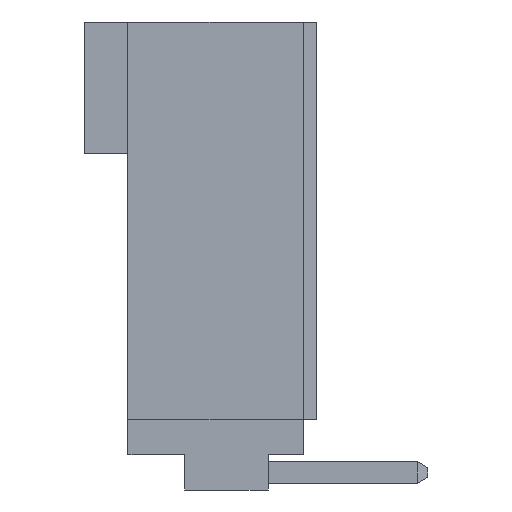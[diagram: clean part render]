
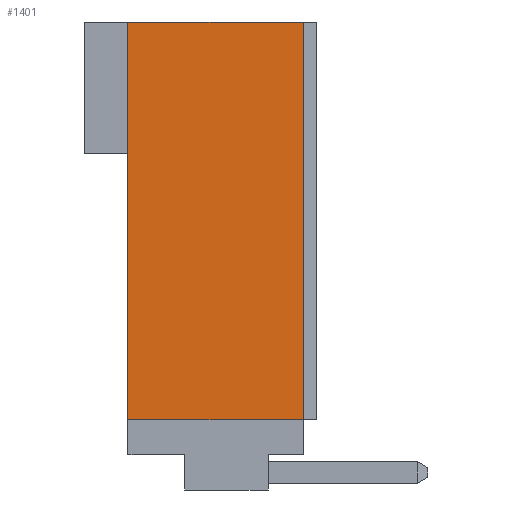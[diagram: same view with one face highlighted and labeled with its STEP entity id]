
A CAD part, left-side view. The second image highlights one B-rep face of the part: STEP entity #1401.
In plain terms, the highlighted planar face has unit normal (-1, 0, 0).
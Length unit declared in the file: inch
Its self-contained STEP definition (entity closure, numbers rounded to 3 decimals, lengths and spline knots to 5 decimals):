
#289 = EDGE_CURVE ( 'NONE', #301, #291, #2658, .T. ) ;
#291 = VERTEX_POINT ( 'NONE', #2648 ) ;
#301 = VERTEX_POINT ( 'NONE', #2693 ) ;
#634 = EDGE_CURVE ( 'NONE', #682, #301, #3292, .T. ) ;
#682 = VERTEX_POINT ( 'NONE', #3400 ) ;
#1328 = EDGE_CURVE ( 'NONE', #1329, #291, #5073, .T. ) ;
#1329 = VERTEX_POINT ( 'NONE', #5069 ) ;
#1378 = ORIENTED_EDGE ( 'NONE', *, *, #289, .F. ) ;
#1379 = ORIENTED_EDGE ( 'NONE', *, *, #634, .F. ) ;
#1380 = ORIENTED_EDGE ( 'NONE', *, *, #1381, .F. ) ;
#1381 = EDGE_CURVE ( 'NONE', #1329, #682, #5177, .T. ) ;
#1401 = ADVANCED_FACE ( 'NONE', ( #5203 ), #5202, .F. ) ;
#1402 = EDGE_LOOP ( 'NONE', ( #1403, #1378, #1379, #1380 ) ) ;
#1403 = ORIENTED_EDGE ( 'NONE', *, *, #1328, .T. ) ;
#2648 = CARTESIAN_POINT ( 'NONE',  ( -0.248, -0.25, 0. ) ) ;
#2655 = DIRECTION ( 'NONE',  ( 0., -1., 0. ) ) ;
#2656 = VECTOR ( 'NONE', #2655, 39.37008 ) ;
#2657 = CARTESIAN_POINT ( 'NONE',  ( -0.248, -0.05, 0. ) ) ;
#2658 = LINE ( 'NONE', #2657, #2656 ) ;
#2693 = CARTESIAN_POINT ( 'NONE',  ( -0.248, -0.05, 0. ) ) ;
#3289 = DIRECTION ( 'NONE',  ( 0., 0., 1. ) ) ;
#3290 = VECTOR ( 'NONE', #3289, 39.37008 ) ;
#3291 = CARTESIAN_POINT ( 'NONE',  ( -0.248, -0.05, -0.5345 ) ) ;
#3292 = LINE ( 'NONE', #3291, #3290 ) ;
#3400 = CARTESIAN_POINT ( 'NONE',  ( -0.248, -0.05, -0.4545 ) ) ;
#5069 = CARTESIAN_POINT ( 'NONE',  ( -0.248, -0.25, -0.4545 ) ) ;
#5070 = DIRECTION ( 'NONE',  ( 0., 0., 1. ) ) ;
#5071 = VECTOR ( 'NONE', #5070, 39.37008 ) ;
#5072 = CARTESIAN_POINT ( 'NONE',  ( -0.248, -0.25, -0.5345 ) ) ;
#5073 = LINE ( 'NONE', #5072, #5071 ) ;
#5174 = DIRECTION ( 'NONE',  ( 0., 1., 0. ) ) ;
#5175 = VECTOR ( 'NONE', #5174, 39.37008 ) ;
#5176 = CARTESIAN_POINT ( 'NONE',  ( -0.248, -0.25004, -0.4545 ) ) ;
#5177 = LINE ( 'NONE', #5176, #5175 ) ;
#5198 = DIRECTION ( 'NONE',  ( 0., -1., 0. ) ) ;
#5199 = DIRECTION ( 'NONE',  ( 1., 0., 0. ) ) ;
#5200 = CARTESIAN_POINT ( 'NONE',  ( -0.248, -0.05, -0.5345 ) ) ;
#5201 = AXIS2_PLACEMENT_3D ( 'NONE', #5200, #5199, #5198 ) ;
#5202 = PLANE ( 'NONE',  #5201 ) ;
#5203 = FACE_OUTER_BOUND ( 'NONE', #1402, .T. ) ;
